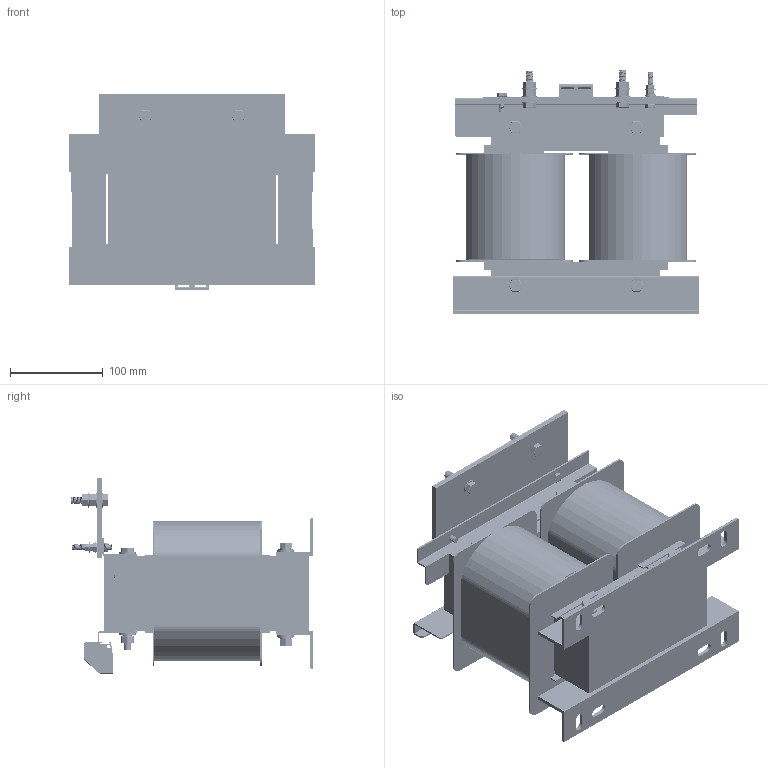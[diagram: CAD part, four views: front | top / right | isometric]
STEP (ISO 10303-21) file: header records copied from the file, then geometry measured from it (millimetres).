
FILE_DESCRIPTION((''),'2;1');
FILE_NAME('1500GASM0002_ASM_ASM','2023-08-16T13:44:25',('yanyan'),(''),'CREO PARAMETRIC BY PTC INC, 2020044','CREO PARAMETRIC BY PTC INC, 2020044','');
FILE_SCHEMA(('CONFIG_CONTROL_DESIGN','SHAPE_APPEARANCE_LAYERS_GROUPS'));
Products named in the file (1): 1500GASM0002_ASM_ASM
Bounding box: 265 x 261.3 x 209.95 mm (x, y, z)
Surface area: 966394.3 mm2 (no closed solid volume)
Topology: 0 solids, 70 shells, 3008 faces, 7991 edges, 4973 vertices
Faces by surface type: cylinder 1370, plane 1222, bspline 180, sphere 164, torus 72
Entity records: 152670 total; most frequent: CARTESIAN_POINT 65213, ORIENTED_EDGE 15580, DIRECTION 13174, EDGE_CURVE 7827, PRESENTATION_STYLE_ASSIGNMENT 5421, STYLED_ITEM 5421, CURVE_STYLE 5382, VERTEX_POINT 4973
